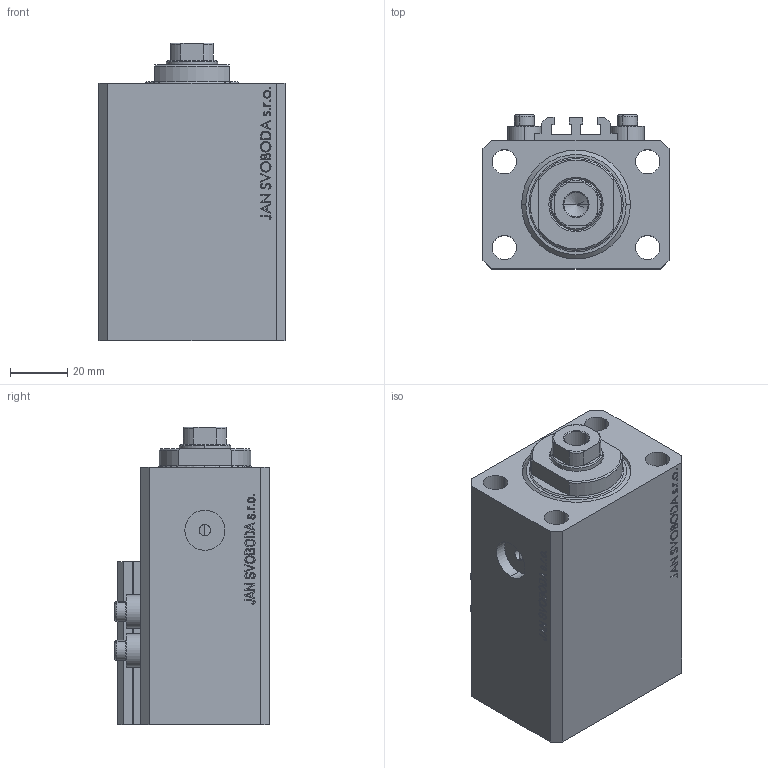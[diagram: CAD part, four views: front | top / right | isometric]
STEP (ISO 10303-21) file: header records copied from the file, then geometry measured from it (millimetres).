
FILE_DESCRIPTION (( 'STEP AP203' ), '1' );
FILE_NAME ('85a1.STEP', '2024-01-19T09:06:25', ( '' ), ( '' ), 'SwSTEP 2.0', 'SolidWorks 2019', '' );
FILE_SCHEMA (( 'CONFIG_CONTROL_DESIGN' ));
Length unit declared in the file: millimetre
Products named in the file (5): 85a1; V250CE_C_VCP 91c57253bd01e3cf3c7c785c8a2c774c; ALLEN BOLT V250CE 91c57253bd01e3cf3c7c785c8a2c774c; V250CE_C_Body 91c57253bd01e3cf3c7c785c8a2c774c; V250CE_VC_C 91c57253bd01e3cf3c7c785c8a2c774c
Assembly tree (7 placements, depth 2):
  85a1
    V250CE_C_Body 91c57253bd01e3cf3c7c785c8a2c774c
    ALLEN BOLT V250CE 91c57253bd01e3cf3c7c785c8a2c774c  x4
    V250CE_C_VCP 91c57253bd01e3cf3c7c785c8a2c774c
    V250CE_VC_C 91c57253bd01e3cf3c7c785c8a2c774c
Bounding box: 65 x 54 x 104 mm (x, y, z)
Volume: 244874.4 mm3; surface area: 64936.9 mm2
Topology: 8 solids, 8 shells, 1039 faces, 2615 edges, 1709 vertices
Faces by surface type: plane 505, bspline 374, cylinder 88, cone 58, torus 14
Entity records: 47415 total; most frequent: CARTESIAN_POINT 25920, ORIENTED_EDGE 4920, DIRECTION 3062, EDGE_CURVE 2460, VERTEX_POINT 1625, LINE 1492, VECTOR 1492, EDGE_LOOP 1089
